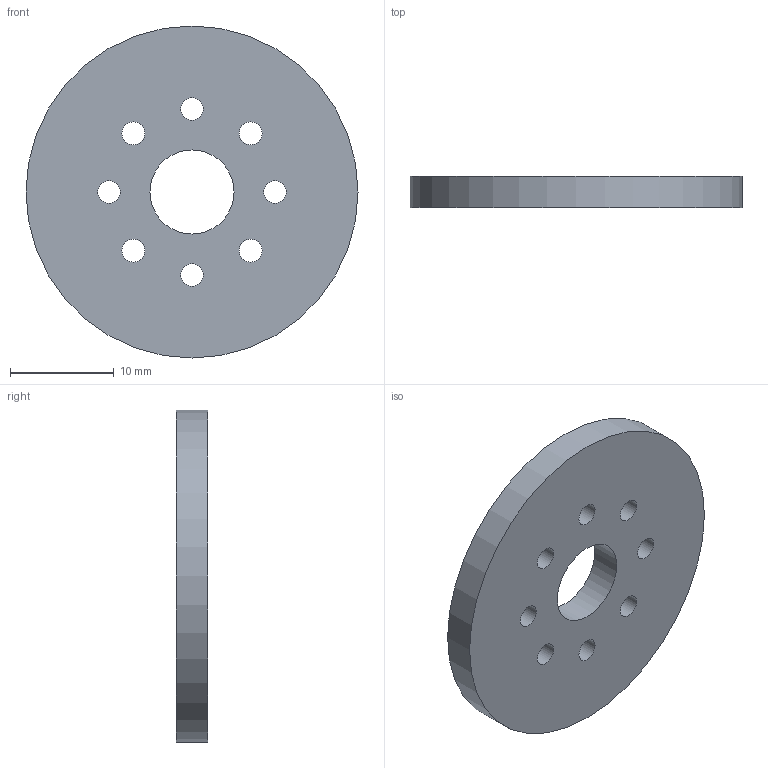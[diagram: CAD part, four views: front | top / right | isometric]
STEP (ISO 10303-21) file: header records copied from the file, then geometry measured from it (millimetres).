
FILE_DESCRIPTION( ( '' ), ' ' );
FILE_NAME( '5a78673b110e670fe0cf4d3a.step', '2018-02-05T14:16:28', ( '' ), ( '' ), ' ', ' ', ' ' );
FILE_SCHEMA( ( 'AUTOMOTIVE_DESIGN { 1 0 10303 214 1 1 1 1 }' ) );
Length unit declared in the file: metre
Products named in the file (1): Leg - Spacer - 3mm
Bounding box: 32 x 3 x 32 mm (x, y, z)
Volume: 2166.9 mm3; surface area: 1988.4 mm2
Topology: 1 solids, 1 shells, 12 faces, 30 edges, 20 vertices
Faces by surface type: cylinder 10, plane 2
Full cylindrical faces by diameter (mm): 2.2 x8, 8.1 x1, 32 x1
Entity records: 472 total; most frequent: DIRECTION 66, CARTESIAN_POINT 53, EDGE_LOOP 40, ORIENTED_EDGE 40, AXIS2_PLACEMENT_3D 33, FACE_OUTER_BOUND 22, EDGE_CURVE 20, VERTEX_POINT 20
